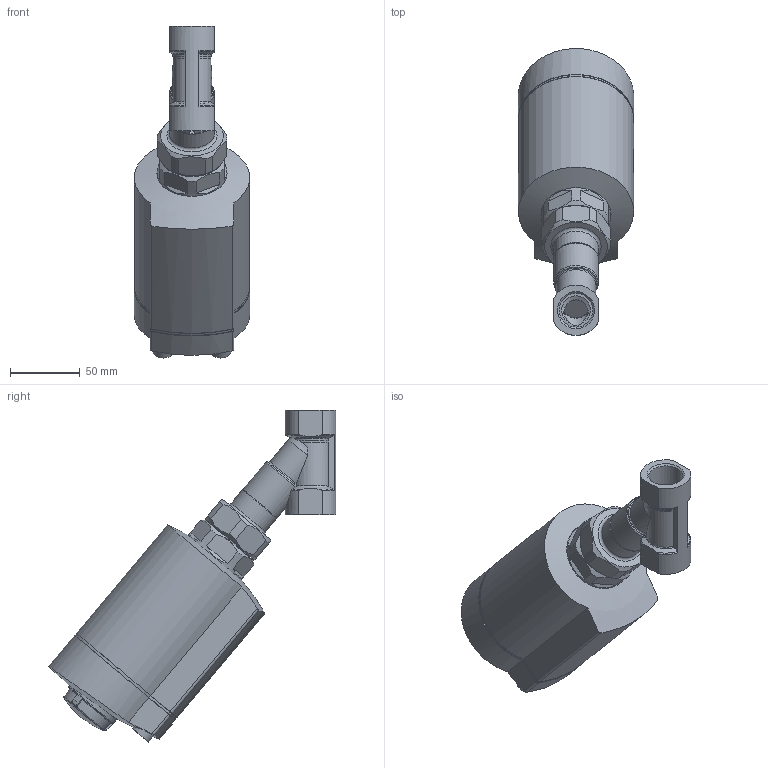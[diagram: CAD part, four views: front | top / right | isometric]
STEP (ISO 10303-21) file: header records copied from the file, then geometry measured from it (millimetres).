
FILE_DESCRIPTION(/* description */ ('STEP AP214'),/* implementation_level */ '2;1');
FILE_NAME(/* name */ '8060514_VZXA-A-TS6-20-M2-V13T-16-K-75-20-PR-V4',/* time_stamp */ '2024-09-18T11:19:43+02:00',/* author */ ('License CC BY-ND 4.0'),/* organization */ ('CADENAS'),/* preprocessor_version */ 'ST-DEVELOPER v19.3',/* originating_system */ 'PARTsolutions',/* authorisation */ ' ');
FILE_SCHEMA (('AUTOMOTIVE_DESIGN {1 0 10303 214 3 1 1}'));
Length unit declared in the file: millimetre
Products named in the file (6): 8060514 VZXA-A-TS6-20-M2-V13T-16-K-75-20-PR-V4---(0); 3539411 VZZA---T-S6-20-M2-V13-T; 8083964 DFPK-75-20-PR-V4_housing---(0); 3539412 DFPK-75---(-_V4cap); 2284889 DFPK---(cover); 3465682 DFP_ec
Assembly tree (5 placements, depth 2):
  8060514 VZXA-A-TS6-20-M2-V13T-16-K-75-20-PR-V4---(0)
    3539411 VZZA---T-S6-20-M2-V13-T
    8083964 DFPK-75-20-PR-V4_housing---(0)
    3539412 DFPK-75---(-_V4cap)
    2284889 DFPK---(cover)
    3465682 DFP_ec
Bounding box: 82.52 x 205.44 x 237.57 mm (x, y, z)
Volume: 862153.8 mm3; surface area: 128812.8 mm2
Topology: 5 solids, 5 shells, 451 faces, 1094 edges, 704 vertices
Faces by surface type: plane 166, cylinder 135, cone 77, torus 64, sphere 9
Full cylindrical faces by diameter (mm): 3 x2, 4 x2, 5.8 x2, 6 x2, 7 x2, 7.2 x2, 8.2 x1, 8.376 x1, 8.566 x2, 9.8 x1, 10 x4, 10.15 x2, 11 x1, 15 x2, 16 x3, 16.2 x1, 18.2 x1, 18.8 x1, 19 x1, 20 x1, 22 x1, 24.117 x2, 28 x1, 28.5 x1, 32 x2, 33.1 x1, 33.376 x1, 33.835 x1, 36 x1, 37 x2
Entity records: 13875 total; most frequent: CARTESIAN_POINT 2910, DIRECTION 2057, ORIENTED_EDGE 1786, AXIS2_PLACEMENT_3D 899, EDGE_CURVE 893, FACE_BOUND 663, VERTEX_POINT 660, EDGE_LOOP 660
